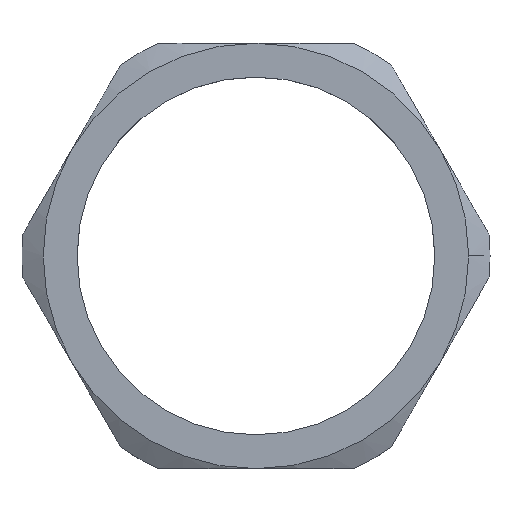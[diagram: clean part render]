
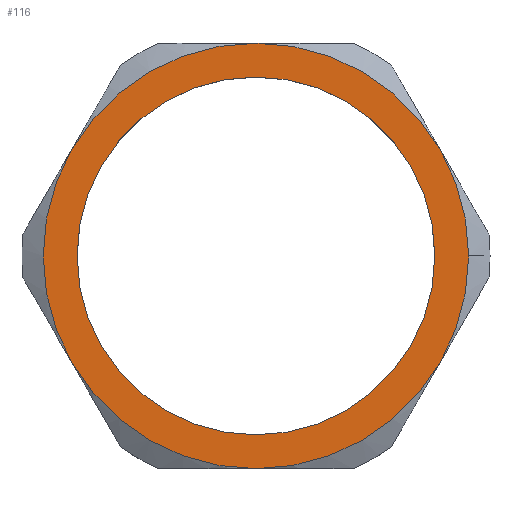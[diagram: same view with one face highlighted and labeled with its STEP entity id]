
A CAD part, top view. The second image highlights one B-rep face of the part: STEP entity #116.
In plain terms, the highlighted planar face has unit normal (0, 0, 1).
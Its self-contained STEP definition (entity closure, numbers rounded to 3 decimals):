
#1 = AXIS2_PLACEMENT_3D ( 'NONE', #223, #227, #228 ) ;
#2 = AXIS2_PLACEMENT_3D ( 'NONE', #208, #209, #210 ) ;
#5 = AXIS2_PLACEMENT_3D ( 'NONE', #205, #206, #207 ) ;
#7 = AXIS2_PLACEMENT_3D ( 'NONE', #818, #203, #204 ) ;
#12 = AXIS2_PLACEMENT_3D ( 'NONE', #485, #484, #483 ) ;
#15 = AXIS2_PLACEMENT_3D ( 'NONE', #512, #511, #510 ) ;
#21 = AXIS2_PLACEMENT_3D ( 'NONE', #491, #487, #486 ) ;
#22 = AXIS2_PLACEMENT_3D ( 'NONE', #527, #526, #525 ) ;
#30 = AXIS2_PLACEMENT_3D ( 'NONE', #229, #230, #231 ) ;
#74 = EDGE_CURVE ( 'NONE', #685, #714, #169, .T. ) ;
#78 = EDGE_CURVE ( 'NONE', #683, #691, #167, .T. ) ;
#86 = EDGE_CURVE ( 'NONE', #691, #683, #163, .T. ) ;
#87 = EDGE_CURVE ( 'NONE', #689, #685, #162, .T. ) ;
#88 = EDGE_CURVE ( 'NONE', #714, #692, #161, .T. ) ;
#89 = EDGE_CURVE ( 'NONE', #692, #693, #160, .T. ) ;
#90 = EDGE_CURVE ( 'NONE', #693, #694, #159, .T. ) ;
#95 = EDGE_CURVE ( 'NONE', #695, #689, #158, .T. ) ;
#96 = EDGE_CURVE ( 'NONE', #694, #695, #157, .T. ) ;
#116 = ADVANCED_FACE ( 'NONE', ( #722, #735 ), #310, .T. ) ;
#157 = CIRCLE ( 'NONE', #30, 11. ) ;
#158 = CIRCLE ( 'NONE', #1, 11. ) ;
#159 = CIRCLE ( 'NONE', #2, 11. ) ;
#160 = CIRCLE ( 'NONE', #5, 11. ) ;
#161 = CIRCLE ( 'NONE', #7, 11. ) ;
#162 = CIRCLE ( 'NONE', #12, 11. ) ;
#163 = CIRCLE ( 'NONE', #21, 9.25 ) ;
#167 = CIRCLE ( 'NONE', #15, 9.25 ) ;
#169 = CIRCLE ( 'NONE', #22, 11. ) ;
#203 = DIRECTION ( 'NONE',  ( 0., 0., 1. ) ) ;
#204 = DIRECTION ( 'NONE',  ( 1., 0., 0. ) ) ;
#205 = CARTESIAN_POINT ( 'NONE',  ( 0., 0., 3. ) ) ;
#206 = DIRECTION ( 'NONE',  ( 0., 0., 1. ) ) ;
#207 = DIRECTION ( 'NONE',  ( 1., 0., 0. ) ) ;
#208 = CARTESIAN_POINT ( 'NONE',  ( 0., 0., 3. ) ) ;
#209 = DIRECTION ( 'NONE',  ( 0., 0., 1. ) ) ;
#210 = DIRECTION ( 'NONE',  ( 1., 0., 0. ) ) ;
#223 = CARTESIAN_POINT ( 'NONE',  ( 0., 0., 3. ) ) ;
#227 = DIRECTION ( 'NONE',  ( 0., 0., 1. ) ) ;
#228 = DIRECTION ( 'NONE',  ( 1., 0., 0. ) ) ;
#229 = CARTESIAN_POINT ( 'NONE',  ( 0., 0., 3. ) ) ;
#230 = DIRECTION ( 'NONE',  ( 0., 0., 1. ) ) ;
#231 = DIRECTION ( 'NONE',  ( 1., 0., 0. ) ) ;
#310 = PLANE ( 'NONE',  #737 ) ;
#311 = CARTESIAN_POINT ( 'NONE',  ( 0., 0., 3. ) ) ;
#312 = DIRECTION ( 'NONE',  ( 0., 0., 1. ) ) ;
#313 = DIRECTION ( 'NONE',  ( 1., 0., 0. ) ) ;
#443 = CARTESIAN_POINT ( 'NONE',  ( -9.25, 0., 3. ) ) ;
#445 = CARTESIAN_POINT ( 'NONE',  ( 11., 0., 3. ) ) ;
#449 = CARTESIAN_POINT ( 'NONE',  ( 9.526, -5.5, 3. ) ) ;
#451 = CARTESIAN_POINT ( 'NONE',  ( 9.25, 0., 3. ) ) ;
#452 = CARTESIAN_POINT ( 'NONE',  ( 0., 11., 3. ) ) ;
#453 = CARTESIAN_POINT ( 'NONE',  ( -9.526, 5.5, 3. ) ) ;
#454 = CARTESIAN_POINT ( 'NONE',  ( -9.526, -5.5, 3. ) ) ;
#455 = CARTESIAN_POINT ( 'NONE',  ( 0., -11., 3. ) ) ;
#474 = CARTESIAN_POINT ( 'NONE',  ( 9.526, 5.5, 3. ) ) ;
#483 = DIRECTION ( 'NONE',  ( 1., 0., 0. ) ) ;
#484 = DIRECTION ( 'NONE',  ( 0., 0., 1. ) ) ;
#485 = CARTESIAN_POINT ( 'NONE',  ( 0., 0., 3. ) ) ;
#486 = DIRECTION ( 'NONE',  ( 1., 0., 0. ) ) ;
#487 = DIRECTION ( 'NONE',  ( 0., 0., 1. ) ) ;
#491 = CARTESIAN_POINT ( 'NONE',  ( 0., 0., 3. ) ) ;
#510 = DIRECTION ( 'NONE',  ( 1., 0., 0. ) ) ;
#511 = DIRECTION ( 'NONE',  ( 0., 0., 1. ) ) ;
#512 = CARTESIAN_POINT ( 'NONE',  ( 0., 0., 3. ) ) ;
#525 = DIRECTION ( 'NONE',  ( 1., 0., 0. ) ) ;
#526 = DIRECTION ( 'NONE',  ( 0., 0., 1. ) ) ;
#527 = CARTESIAN_POINT ( 'NONE',  ( 0., 0., 3. ) ) ;
#621 = ORIENTED_EDGE ( 'NONE', *, *, #78, .F. ) ;
#622 = ORIENTED_EDGE ( 'NONE', *, *, #88, .T. ) ;
#623 = ORIENTED_EDGE ( 'NONE', *, *, #86, .F. ) ;
#624 = ORIENTED_EDGE ( 'NONE', *, *, #87, .T. ) ;
#625 = ORIENTED_EDGE ( 'NONE', *, *, #74, .T. ) ;
#626 = ORIENTED_EDGE ( 'NONE', *, *, #90, .T. ) ;
#627 = ORIENTED_EDGE ( 'NONE', *, *, #89, .T. ) ;
#628 = ORIENTED_EDGE ( 'NONE', *, *, #96, .T. ) ;
#629 = ORIENTED_EDGE ( 'NONE', *, *, #95, .T. ) ;
#637 = EDGE_LOOP ( 'NONE', ( #621, #623 ) ) ;
#639 = EDGE_LOOP ( 'NONE', ( #624, #625, #622, #627, #626, #628, #629 ) ) ;
#683 = VERTEX_POINT ( 'NONE', #443 ) ;
#685 = VERTEX_POINT ( 'NONE', #445 ) ;
#689 = VERTEX_POINT ( 'NONE', #449 ) ;
#691 = VERTEX_POINT ( 'NONE', #451 ) ;
#692 = VERTEX_POINT ( 'NONE', #452 ) ;
#693 = VERTEX_POINT ( 'NONE', #453 ) ;
#694 = VERTEX_POINT ( 'NONE', #454 ) ;
#695 = VERTEX_POINT ( 'NONE', #455 ) ;
#714 = VERTEX_POINT ( 'NONE', #474 ) ;
#722 = FACE_BOUND ( 'NONE', #637, .T. ) ;
#735 = FACE_OUTER_BOUND ( 'NONE', #639, .T. ) ;
#737 = AXIS2_PLACEMENT_3D ( 'NONE', #311, #312, #313 ) ;
#818 = CARTESIAN_POINT ( 'NONE',  ( 0., 0., 3. ) ) ;
